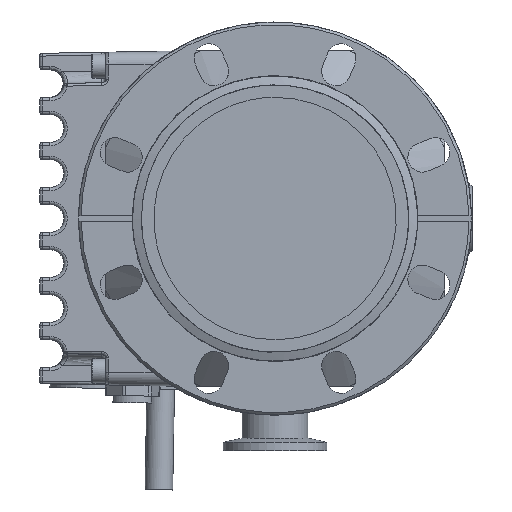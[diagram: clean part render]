
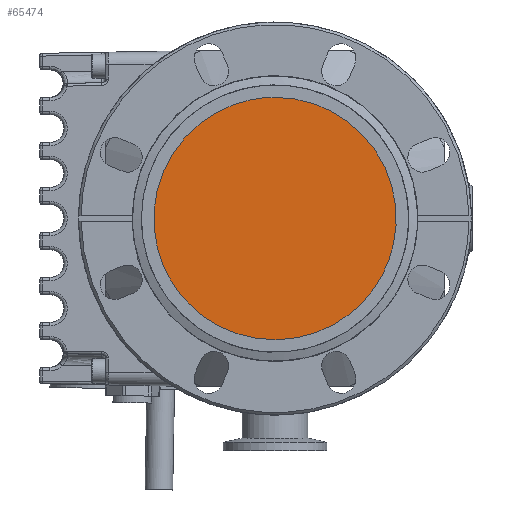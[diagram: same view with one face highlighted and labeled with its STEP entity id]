
A CAD part, front view. The second image highlights one B-rep face of the part: STEP entity #65474.
In plain terms, the highlighted free-form (B-spline) face has degree [1, 1] with [2, 2] control points.
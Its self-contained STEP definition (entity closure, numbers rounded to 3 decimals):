
#65441 = EDGE_CURVE('',#65442,#65442,#65444,.T.);
#65442 = VERTEX_POINT('',#65443);
#65443 = CARTESIAN_POINT('',(0.,-28.397,
    32.113));
#65444 = ( BOUNDED_CURVE() B_SPLINE_CURVE(2,(#65445,#65446,#65447,#65448
    ,#65449,#65450,#65451),.UNSPECIFIED.,.T.,.F.) 
B_SPLINE_CURVE_WITH_KNOTS((1,2,2,2,2,1),(-2.094,0.,
    2.094,4.189,6.283,8.378),
.UNSPECIFIED.) CURVE() GEOMETRIC_REPRESENTATION_ITEM() 
RATIONAL_B_SPLINE_CURVE((1.,0.5,1.,0.5,1.,0.5,1.)) REPRESENTATION_ITEM(
  '') );
#65445 = CARTESIAN_POINT('',(0.,-28.397,
    32.113));
#65446 = CARTESIAN_POINT('',(55.622,-28.397,
    32.113));
#65447 = CARTESIAN_POINT('',(27.811,-28.397,
    -16.057));
#65448 = CARTESIAN_POINT('',(0.,-28.397,
    -64.226));
#65449 = CARTESIAN_POINT('',(-27.811,-28.397,
    -16.057));
#65450 = CARTESIAN_POINT('',(-55.622,-28.397,
    32.113));
#65451 = CARTESIAN_POINT('',(0.,-28.397,
    32.113));
#65474 = ADVANCED_FACE('',(#65475),#65478,.T.);
#65475 = FACE_BOUND('',#65476,.T.);
#65476 = EDGE_LOOP('',(#65477));
#65477 = ORIENTED_EDGE('',*,*,#65441,.F.);
#65478 = B_SPLINE_SURFACE_WITH_KNOTS('',1,1,(
    (#65479,#65480)
    ,(#65481,#65482
    )),.UNSPECIFIED.,.F.,.F.,.F.,(2,2),(2,2),(-35.,35.),(-35.,35.),
  .PIECEWISE_BEZIER_KNOTS.);
#65479 = CARTESIAN_POINT('',(32.113,-28.397,
    32.113));
#65480 = CARTESIAN_POINT('',(32.113,-28.397,
    -32.113));
#65481 = CARTESIAN_POINT('',(-32.113,-28.397,
    32.113));
#65482 = CARTESIAN_POINT('',(-32.113,-28.397,
    -32.113));
